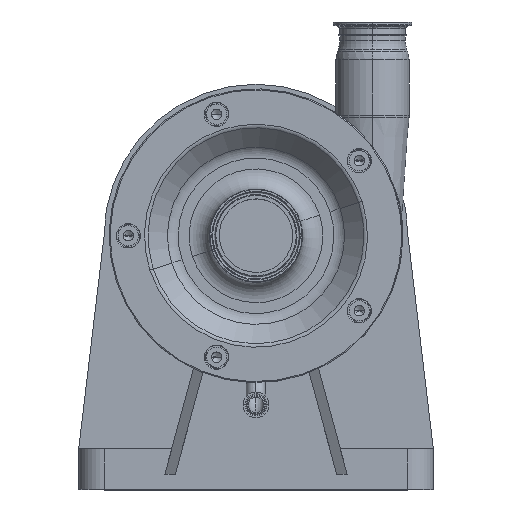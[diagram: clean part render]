
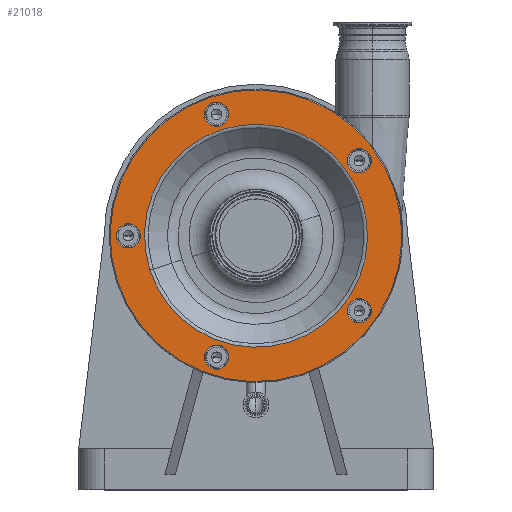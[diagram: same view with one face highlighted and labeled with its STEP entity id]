
A CAD part, top view. The second image highlights one B-rep face of the part: STEP entity #21018.
In plain terms, the highlighted planar face has unit normal (0, 0, 1).
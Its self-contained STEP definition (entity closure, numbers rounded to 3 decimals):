
#122 = FACE_BOUND ( 'NONE', #3392, .T. ) ;
#147 = EDGE_CURVE ( 'NONE', #4771, #8079, #20318, .T. ) ;
#223 = AXIS2_PLACEMENT_3D ( 'NONE', #2586, #12628, #18888 ) ;
#372 = DIRECTION ( 'NONE',  ( 0., 0., 1. ) ) ;
#460 = AXIS2_PLACEMENT_3D ( 'NONE', #13804, #16711, #4773 ) ;
#569 = AXIS2_PLACEMENT_3D ( 'NONE', #8369, #372, #2096 ) ;
#1033 = DIRECTION ( 'NONE',  ( 0.951, 0.309, 0. ) ) ;
#1187 = DIRECTION ( 'NONE',  ( 0., 0., 1. ) ) ;
#1308 = FACE_BOUND ( 'NONE', #21177, .T. ) ;
#1492 = CIRCLE ( 'NONE', #460, 12. ) ;
#1590 = ORIENTED_EDGE ( 'NONE', *, *, #15538, .F. ) ;
#1696 = AXIS2_PLACEMENT_3D ( 'NONE', #18595, #14070, #10720 ) ;
#2021 = EDGE_CURVE ( 'NONE', #8079, #4771, #7111, .T. ) ;
#2096 = DIRECTION ( 'NONE',  ( 0.951, 0.309, 0. ) ) ;
#2152 = CARTESIAN_POINT ( 'NONE',  ( 113.349, 77.769, 294.5 ) ) ;
#2545 = DIRECTION ( 'NONE',  ( 0.951, 0.309, 0. ) ) ;
#2567 = EDGE_LOOP ( 'NONE', ( #21327, #9921 ) ) ;
#2586 = CARTESIAN_POINT ( 'NONE',  ( 0., 0., 294.5 ) ) ;
#2659 = CARTESIAN_POINT ( 'NONE',  ( -126., 0., 294.5 ) ) ;
#2686 = CIRCLE ( 'NONE', #14756, 12. ) ;
#2880 = DIRECTION ( 'NONE',  ( 0.951, 0.309, 0. ) ) ;
#2894 = CARTESIAN_POINT ( 'NONE',  ( -136.952, -44.498, 294.5 ) ) ;
#3043 = CARTESIAN_POINT ( 'NONE',  ( -44.498, 136.952, 294.5 ) ) ;
#3111 = ORIENTED_EDGE ( 'NONE', *, *, #11223, .F. ) ;
#3263 = VERTEX_POINT ( 'NONE', #9602 ) ;
#3392 = EDGE_LOOP ( 'NONE', ( #12620, #9427 ) ) ;
#3586 = CARTESIAN_POINT ( 'NONE',  ( 101.936, 74.061, 294.5 ) ) ;
#3614 = EDGE_CURVE ( 'NONE', #13026, #11379, #15308, .T. ) ;
#3855 = CARTESIAN_POINT ( 'NONE',  ( -114.587, 3.708, 294.5 ) ) ;
#3885 = CARTESIAN_POINT ( 'NONE',  ( -104.684, -34.014, 294.5 ) ) ;
#3977 = ORIENTED_EDGE ( 'NONE', *, *, #9896, .F. ) ;
#4185 = DIRECTION ( 'NONE',  ( 0., 0., 1. ) ) ;
#4205 = AXIS2_PLACEMENT_3D ( 'NONE', #16491, #19729, #14768 ) ;
#4478 = AXIS2_PLACEMENT_3D ( 'NONE', #17679, #4185, #2880 ) ;
#4653 = VERTEX_POINT ( 'NONE', #2152 ) ;
#4665 = FACE_BOUND ( 'NONE', #2567, .T. ) ;
#4771 = VERTEX_POINT ( 'NONE', #9158 ) ;
#4773 = DIRECTION ( 'NONE',  ( 0.951, 0.309, 0. ) ) ;
#4838 = CIRCLE ( 'NONE', #7928, 110.071 ) ;
#5088 = FACE_OUTER_BOUND ( 'NONE', #13058, .T. ) ;
#5111 = CARTESIAN_POINT ( 'NONE',  ( 90.523, -77.769, 294.5 ) ) ;
#5133 = CARTESIAN_POINT ( 'NONE',  ( -38.936, -119.833, 294.5 ) ) ;
#5784 = DIRECTION ( 'NONE',  ( 0., 0., 1. ) ) ;
#5799 = EDGE_LOOP ( 'NONE', ( #19859, #13482 ) ) ;
#6081 = EDGE_CURVE ( 'NONE', #8727, #4653, #1492, .T. ) ;
#6686 = VERTEX_POINT ( 'NONE', #19596 ) ;
#6921 = DIRECTION ( 'NONE',  ( 0., 0., 1. ) ) ;
#7111 = CIRCLE ( 'NONE', #569, 12. ) ;
#7149 = EDGE_CURVE ( 'NONE', #4653, #8727, #13347, .T. ) ;
#7346 = EDGE_CURVE ( 'NONE', #11379, #13026, #2686, .T. ) ;
#7441 = AXIS2_PLACEMENT_3D ( 'NONE', #3043, #14701, #8220 ) ;
#7624 = CIRCLE ( 'NONE', #4205, 144. ) ;
#7628 = VERTEX_POINT ( 'NONE', #3885 ) ;
#7726 = DIRECTION ( 'NONE',  ( 0., 0., 1. ) ) ;
#7928 = AXIS2_PLACEMENT_3D ( 'NONE', #12813, #17561, #1033 ) ;
#8079 = VERTEX_POINT ( 'NONE', #18381 ) ;
#8196 = AXIS2_PLACEMENT_3D ( 'NONE', #3586, #6921, #10161 ) ;
#8220 = DIRECTION ( 'NONE',  ( -0.951, -0.309, 0. ) ) ;
#8369 = CARTESIAN_POINT ( 'NONE',  ( -38.936, 119.833, 294.5 ) ) ;
#8501 = AXIS2_PLACEMENT_3D ( 'NONE', #2659, #7726, #9238 ) ;
#8638 = CIRCLE ( 'NONE', #16250, 12. ) ;
#8727 = VERTEX_POINT ( 'NONE', #10897 ) ;
#9010 = CIRCLE ( 'NONE', #13519, 12. ) ;
#9158 = CARTESIAN_POINT ( 'NONE',  ( -27.523, 123.541, 294.5 ) ) ;
#9224 = CARTESIAN_POINT ( 'NONE',  ( 0., 0., 294.5 ) ) ;
#9238 = DIRECTION ( 'NONE',  ( 0.951, 0.309, 0. ) ) ;
#9286 = DIRECTION ( 'NONE',  ( 0.951, 0.309, 0. ) ) ;
#9427 = ORIENTED_EDGE ( 'NONE', *, *, #6081, .F. ) ;
#9602 = CARTESIAN_POINT ( 'NONE',  ( -27.523, -116.125, 294.5 ) ) ;
#9603 = CARTESIAN_POINT ( 'NONE',  ( -126., 0., 294.5 ) ) ;
#9699 = CIRCLE ( 'NONE', #12468, 110.071 ) ;
#9896 = EDGE_CURVE ( 'NONE', #6686, #3263, #16885, .T. ) ;
#9921 = ORIENTED_EDGE ( 'NONE', *, *, #2021, .F. ) ;
#10161 = DIRECTION ( 'NONE',  ( 0.951, 0.309, 0. ) ) ;
#10641 = CARTESIAN_POINT ( 'NONE',  ( 101.936, -74.061, 294.5 ) ) ;
#10720 = DIRECTION ( 'NONE',  ( 0.951, 0.309, 0. ) ) ;
#10855 = DIRECTION ( 'NONE',  ( 0.951, 0.309, 0. ) ) ;
#10897 = CARTESIAN_POINT ( 'NONE',  ( 90.523, 70.353, 294.5 ) ) ;
#11223 = EDGE_CURVE ( 'NONE', #12859, #7628, #9699, .T. ) ;
#11350 = EDGE_LOOP ( 'NONE', ( #20977, #3977 ) ) ;
#11379 = VERTEX_POINT ( 'NONE', #5111 ) ;
#11576 = CARTESIAN_POINT ( 'NONE',  ( -137.413, -3.708, 294.5 ) ) ;
#11628 = DIRECTION ( 'NONE',  ( 0., 0., 1. ) ) ;
#11867 = CARTESIAN_POINT ( 'NONE',  ( 136.952, 44.498, 294.5 ) ) ;
#12019 = EDGE_CURVE ( 'NONE', #3263, #6686, #9010, .T. ) ;
#12192 = CARTESIAN_POINT ( 'NONE',  ( 113.349, -70.353, 294.5 ) ) ;
#12468 = AXIS2_PLACEMENT_3D ( 'NONE', #9224, #15918, #10855 ) ;
#12620 = ORIENTED_EDGE ( 'NONE', *, *, #7149, .F. ) ;
#12628 = DIRECTION ( 'NONE',  ( 0., 0., 1. ) ) ;
#12639 = VERTEX_POINT ( 'NONE', #11576 ) ;
#12813 = CARTESIAN_POINT ( 'NONE',  ( 0., 0., 294.5 ) ) ;
#12818 = EDGE_CURVE ( 'NONE', #12639, #18997, #8638, .T. ) ;
#12859 = VERTEX_POINT ( 'NONE', #15870 ) ;
#13026 = VERTEX_POINT ( 'NONE', #12192 ) ;
#13058 = EDGE_LOOP ( 'NONE', ( #16519, #13913 ) ) ;
#13201 = VERTEX_POINT ( 'NONE', #2894 ) ;
#13337 = EDGE_CURVE ( 'NONE', #13201, #17640, #7624, .T. ) ;
#13347 = CIRCLE ( 'NONE', #8196, 12. ) ;
#13482 = ORIENTED_EDGE ( 'NONE', *, *, #12818, .F. ) ;
#13519 = AXIS2_PLACEMENT_3D ( 'NONE', #5133, #11628, #16681 ) ;
#13804 = CARTESIAN_POINT ( 'NONE',  ( 101.936, 74.061, 294.5 ) ) ;
#13913 = ORIENTED_EDGE ( 'NONE', *, *, #13337, .T. ) ;
#14070 = DIRECTION ( 'NONE',  ( 0., 0., 1. ) ) ;
#14265 = CARTESIAN_POINT ( 'NONE',  ( 101.936, -74.061, 294.5 ) ) ;
#14618 = ORIENTED_EDGE ( 'NONE', *, *, #7346, .F. ) ;
#14701 = DIRECTION ( 'NONE',  ( 0., 0., -1. ) ) ;
#14756 = AXIS2_PLACEMENT_3D ( 'NONE', #14265, #1187, #9286 ) ;
#14768 = DIRECTION ( 'NONE',  ( 0.951, 0.309, 0. ) ) ;
#15308 = CIRCLE ( 'NONE', #18074, 12. ) ;
#15538 = EDGE_CURVE ( 'NONE', #7628, #12859, #4838, .T. ) ;
#15743 = CIRCLE ( 'NONE', #223, 144. ) ;
#15870 = CARTESIAN_POINT ( 'NONE',  ( 104.684, 34.014, 294.5 ) ) ;
#15918 = DIRECTION ( 'NONE',  ( 0., 0., 1. ) ) ;
#16195 = DIRECTION ( 'NONE',  ( 0., 0., 1. ) ) ;
#16250 = AXIS2_PLACEMENT_3D ( 'NONE', #9603, #16195, #21281 ) ;
#16491 = CARTESIAN_POINT ( 'NONE',  ( 0., 0., 294.5 ) ) ;
#16519 = ORIENTED_EDGE ( 'NONE', *, *, #21214, .T. ) ;
#16681 = DIRECTION ( 'NONE',  ( 0.951, 0.309, 0. ) ) ;
#16711 = DIRECTION ( 'NONE',  ( 0., 0., 1. ) ) ;
#16885 = CIRCLE ( 'NONE', #4478, 12. ) ;
#17465 = CIRCLE ( 'NONE', #8501, 12. ) ;
#17549 = EDGE_LOOP ( 'NONE', ( #3111, #1590 ) ) ;
#17561 = DIRECTION ( 'NONE',  ( 0., 0., 1. ) ) ;
#17640 = VERTEX_POINT ( 'NONE', #11867 ) ;
#17679 = CARTESIAN_POINT ( 'NONE',  ( -38.936, -119.833, 294.5 ) ) ;
#17839 = FACE_BOUND ( 'NONE', #17549, .T. ) ;
#18049 = PLANE ( 'NONE',  #7441 ) ;
#18074 = AXIS2_PLACEMENT_3D ( 'NONE', #10641, #5784, #2545 ) ;
#18381 = CARTESIAN_POINT ( 'NONE',  ( -50.349, 116.125, 294.5 ) ) ;
#18595 = CARTESIAN_POINT ( 'NONE',  ( -38.936, 119.833, 294.5 ) ) ;
#18888 = DIRECTION ( 'NONE',  ( 0.951, 0.309, 0. ) ) ;
#18997 = VERTEX_POINT ( 'NONE', #3855 ) ;
#19124 = EDGE_CURVE ( 'NONE', #18997, #12639, #17465, .T. ) ;
#19453 = FACE_BOUND ( 'NONE', #11350, .T. ) ;
#19561 = FACE_BOUND ( 'NONE', #5799, .T. ) ;
#19596 = CARTESIAN_POINT ( 'NONE',  ( -50.349, -123.541, 294.5 ) ) ;
#19729 = DIRECTION ( 'NONE',  ( 0., 0., 1. ) ) ;
#19859 = ORIENTED_EDGE ( 'NONE', *, *, #19124, .F. ) ;
#20230 = ORIENTED_EDGE ( 'NONE', *, *, #3614, .F. ) ;
#20318 = CIRCLE ( 'NONE', #1696, 12. ) ;
#20977 = ORIENTED_EDGE ( 'NONE', *, *, #12019, .F. ) ;
#21018 = ADVANCED_FACE ( 'NONE', ( #122, #1308, #19453, #4665, #17839, #5088, #19561 ), #18049, .F. ) ;
#21177 = EDGE_LOOP ( 'NONE', ( #20230, #14618 ) ) ;
#21214 = EDGE_CURVE ( 'NONE', #17640, #13201, #15743, .T. ) ;
#21281 = DIRECTION ( 'NONE',  ( 0.951, 0.309, 0. ) ) ;
#21327 = ORIENTED_EDGE ( 'NONE', *, *, #147, .F. ) ;
